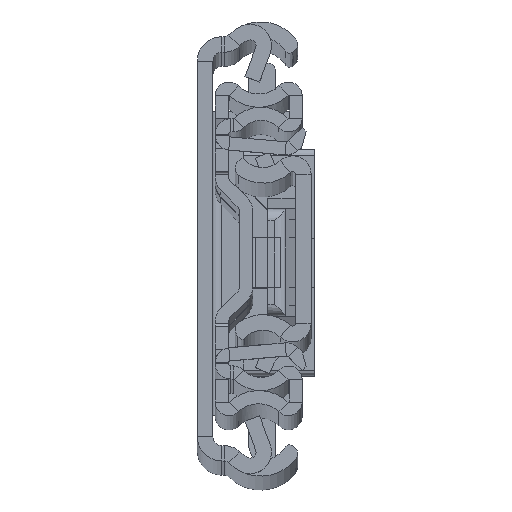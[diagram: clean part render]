
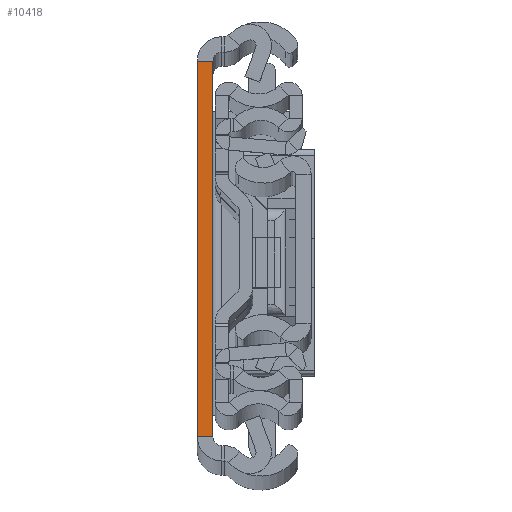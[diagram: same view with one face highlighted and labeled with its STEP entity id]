
A CAD part, top view. The second image highlights one B-rep face of the part: STEP entity #10418.
In plain terms, the highlighted planar face has unit normal (0, 0, 1).
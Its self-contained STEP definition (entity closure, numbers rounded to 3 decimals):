
#279 = PLANE ( 'NONE',  #10602 ) ;
#303 = EDGE_CURVE ( 'NONE', #870, #5239, #13259, .T. ) ;
#382 = LINE ( 'NONE', #9875, #1199 ) ;
#456 = DIRECTION ( 'NONE',  ( 0., 1., 0. ) ) ;
#870 = VERTEX_POINT ( 'NONE', #5306 ) ;
#1199 = VECTOR ( 'NONE', #16681, 1000. ) ;
#1487 = VECTOR ( 'NONE', #8339, 1000. ) ;
#1842 = VERTEX_POINT ( 'NONE', #14522 ) ;
#2154 = EDGE_CURVE ( 'NONE', #9973, #870, #382, .T. ) ;
#2753 = CARTESIAN_POINT ( 'NONE',  ( 0., -31.5, 0. ) ) ;
#4496 = ORIENTED_EDGE ( 'NONE', *, *, #303, .F. ) ;
#4555 = FACE_OUTER_BOUND ( 'NONE', #7450, .T. ) ;
#5239 = VERTEX_POINT ( 'NONE', #14876 ) ;
#5306 = CARTESIAN_POINT ( 'NONE',  ( 0., 31.5, 0. ) ) ;
#7122 = CARTESIAN_POINT ( 'NONE',  ( 2.6, -31.5, 0. ) ) ;
#7450 = EDGE_LOOP ( 'NONE', ( #4496, #13956, #9337, #13003 ) ) ;
#8068 = CARTESIAN_POINT ( 'NONE',  ( 2.6, -31.5, 0. ) ) ;
#8339 = DIRECTION ( 'NONE',  ( 1., 0., 0. ) ) ;
#9011 = CARTESIAN_POINT ( 'NONE',  ( 2.6, -31.5, 0. ) ) ;
#9337 = ORIENTED_EDGE ( 'NONE', *, *, #12508, .T. ) ;
#9875 = CARTESIAN_POINT ( 'NONE',  ( 0., -31.5, 0. ) ) ;
#9973 = VERTEX_POINT ( 'NONE', #2753 ) ;
#10061 = VECTOR ( 'NONE', #17352, 1000. ) ;
#10120 = DIRECTION ( 'NONE',  ( 0., 0., -1. ) ) ;
#10418 = ADVANCED_FACE ( 'NONE', ( #4555 ), #279, .F. ) ;
#10602 = AXIS2_PLACEMENT_3D ( 'NONE', #7122, #10120, #456 ) ;
#11071 = LINE ( 'NONE', #8068, #1487 ) ;
#11720 = CARTESIAN_POINT ( 'NONE',  ( 2.6, 31.5, 0. ) ) ;
#12018 = VECTOR ( 'NONE', #14555, 1000. ) ;
#12508 = EDGE_CURVE ( 'NONE', #9973, #1842, #11071, .T. ) ;
#12929 = LINE ( 'NONE', #9011, #12018 ) ;
#13003 = ORIENTED_EDGE ( 'NONE', *, *, #15755, .T. ) ;
#13259 = LINE ( 'NONE', #11720, #10061 ) ;
#13956 = ORIENTED_EDGE ( 'NONE', *, *, #2154, .F. ) ;
#14522 = CARTESIAN_POINT ( 'NONE',  ( 2.6, -31.5, 0. ) ) ;
#14555 = DIRECTION ( 'NONE',  ( 0., 1., 0. ) ) ;
#14876 = CARTESIAN_POINT ( 'NONE',  ( 2.6, 31.5, 0. ) ) ;
#15755 = EDGE_CURVE ( 'NONE', #1842, #5239, #12929, .T. ) ;
#16681 = DIRECTION ( 'NONE',  ( 0., 1., 0. ) ) ;
#17352 = DIRECTION ( 'NONE',  ( 1., 0., 0. ) ) ;
